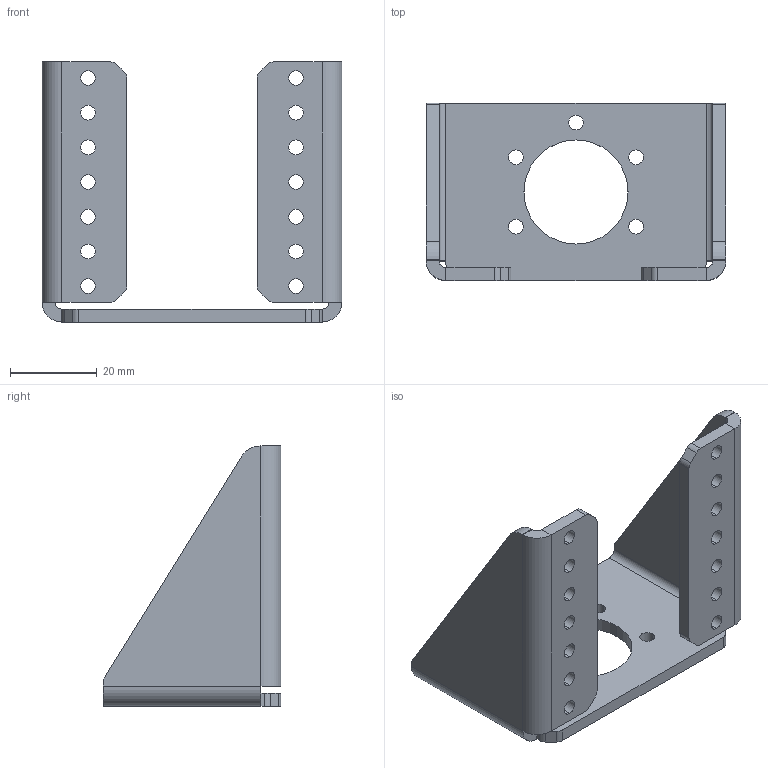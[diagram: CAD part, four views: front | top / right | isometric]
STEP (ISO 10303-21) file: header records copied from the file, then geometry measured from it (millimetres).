
FILE_DESCRIPTION (( 'STEP AP214' ), '1' );
FILE_NAME ('REV-41-1625.STEP', '2019-07-18T23:17:08', ( '' ), ( '' ), 'SwSTEP 2.0', 'SolidWorks 2018', '' );
FILE_SCHEMA (( 'AUTOMOTIVE_DESIGN' ));
Length unit declared in the file: millimetre
Products named in the file (1): REV-41-1625
Bounding box: 69.17 x 41 x 60 mm (x, y, z)
Volume: 19766.3 mm3; surface area: 15398.6 mm2
Topology: 1 solids, 1 shells, 104 faces, 274 edges, 172 vertices
Faces by surface type: cylinder 64, plane 40
Entity records: 3344 total; most frequent: DIRECTION 612, CARTESIAN_POINT 551, ORIENTED_EDGE 548, EDGE_CURVE 274, AXIS2_PLACEMENT_3D 233, VERTEX_POINT 172, LINE 146, VECTOR 146
